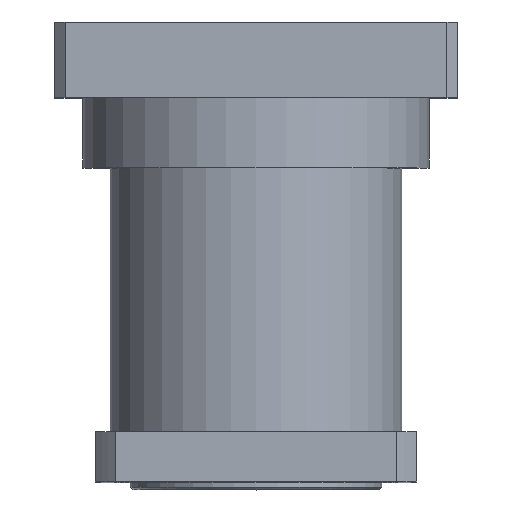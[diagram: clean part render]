
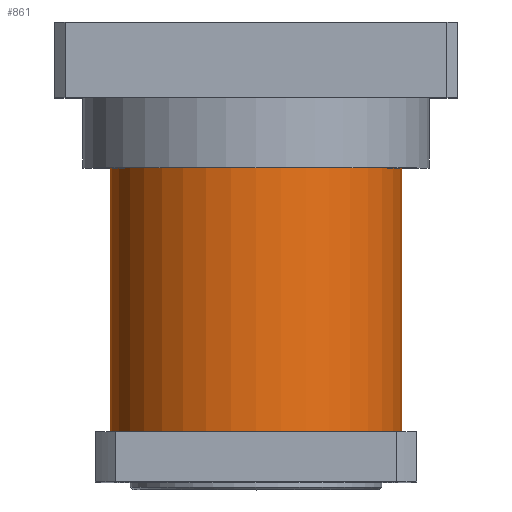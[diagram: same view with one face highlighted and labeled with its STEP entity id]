
A CAD part, top view. The second image highlights one B-rep face of the part: STEP entity #861.
In plain terms, the highlighted cylindrical face has radius 29 mm (diameter 58 mm), a full revolution.
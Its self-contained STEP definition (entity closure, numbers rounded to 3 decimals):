
#163=FACE_BOUND($,#304,.T.);
#164=FACE_BOUND($,#305,.T.);
#165=FACE_BOUND($,#306,.T.);
#166=FACE_BOUND($,#307,.T.);
#191=B_SPLINE_CURVE_WITH_KNOTS($,3,(#1326,#1327,#1328,#1329,#1330,#1331,
#1332,#1333,#1334,#1335,#1336,#1337,#1338,#1339,#1340,#1341,#1342,#1343,
#1344,#1345,#1346,#1347,#1348,#1349,#1350,#1351,#1352,#1353,#1354,#1355,
#1356,#1357,#1358,#1359),.UNSPECIFIED.,.T.,.F.,(4,2,2,2,2,2,2,2,2,2,2,2,
2,2,2,2,4),(0.,0.149,0.298,0.47,0.642,
0.827,1.013,1.164,1.315,1.467,
1.618,1.804,1.989,2.161,2.332,
2.481,2.631),.UNSPECIFIED.);
#194=B_SPLINE_CURVE_WITH_KNOTS($,3,(#1440,#1441,#1442,#1443,#1444,#1445,
#1446,#1447,#1448,#1449,#1450,#1451,#1452,#1453,#1454,#1455,#1456,#1457,
#1458,#1459,#1460,#1461,#1462,#1463,#1464,#1465,#1466,#1467,#1468,#1469,
#1470,#1471,#1472,#1473),.UNSPECIFIED.,.T.,.F.,(4,2,2,2,2,2,2,2,2,2,2,2,
2,2,2,2,4),(0.,0.149,0.298,0.47,0.642,
0.827,1.013,1.164,1.315,1.467,
1.618,1.804,1.989,2.161,2.332,
2.481,2.631),.UNSPECIFIED.);
#304=EDGE_LOOP($,(#655));
#305=EDGE_LOOP($,(#656));
#306=EDGE_LOOP($,(#657));
#307=EDGE_LOOP($,(#658));
#384=CIRCLE($,#956,29.);
#385=CIRCLE($,#957,29.);
#404=VERTEX_POINT($,#1325);
#407=VERTEX_POINT($,#1439);
#444=VERTEX_POINT($,#1653);
#445=VERTEX_POINT($,#1655);
#480=EDGE_CURVE($,#404,#404,#191,.T.);
#483=EDGE_CURVE($,#407,#407,#194,.T.);
#528=EDGE_CURVE($,#444,#444,#384,.T.);
#529=EDGE_CURVE($,#445,#445,#385,.T.);
#655=ORIENTED_EDGE($,*,*,#483,.T.);
#656=ORIENTED_EDGE($,*,*,#480,.T.);
#657=ORIENTED_EDGE($,*,*,#528,.F.);
#658=ORIENTED_EDGE($,*,*,#529,.F.);
#768=CYLINDRICAL_SURFACE($,#955,29.);
#861=ADVANCED_FACE($,(#163,#164,#165,#166),#768,.T.);
#955=AXIS2_PLACEMENT_3D($,#1652,#1130,#1131);
#956=AXIS2_PLACEMENT_3D($,#1654,#1132,#1133);
#957=AXIS2_PLACEMENT_3D($,#1656,#1134,#1135);
#1130=DIRECTION('center_axis',(0.,-1.,0.));
#1131=DIRECTION('ref_axis',(1.,0.,0.));
#1132=DIRECTION('center_axis',(0.,-1.,0.));
#1133=DIRECTION('ref_axis',(1.,0.,0.));
#1134=DIRECTION('center_axis',(0.,1.,0.));
#1135=DIRECTION('ref_axis',(1.,0.,0.));
#1325=CARTESIAN_POINT('',(-26.833,-49.25,-11.));
#1326=CARTESIAN_POINT('Ctrl Pts',(-26.833,-49.25,-11.));
#1327=CARTESIAN_POINT('Ctrl Pts',(-26.833,-49.747,-11.));
#1328=CARTESIAN_POINT('Ctrl Pts',(-26.793,-50.275,-11.099));
#1329=CARTESIAN_POINT('Ctrl Pts',(-26.627,-51.239,-11.491));
#1330=CARTESIAN_POINT('Ctrl Pts',(-26.501,-51.675,-11.784));
#1331=CARTESIAN_POINT('Ctrl Pts',(-26.177,-52.411,-12.488));
#1332=CARTESIAN_POINT('Ctrl Pts',(-25.948,-52.735,-12.962));
#1333=CARTESIAN_POINT('Ctrl Pts',(-25.418,-53.155,-13.974));
#1334=CARTESIAN_POINT('Ctrl Pts',(-25.115,-53.25,-14.51));
#1335=CARTESIAN_POINT('Ctrl Pts',(-24.499,-53.25,-15.529));
#1336=CARTESIAN_POINT('Ctrl Pts',(-24.138,-53.14,-16.086));
#1337=CARTESIAN_POINT('Ctrl Pts',(-23.425,-52.696,-17.107));
#1338=CARTESIAN_POINT('Ctrl Pts',(-23.075,-52.362,-17.571));
#1339=CARTESIAN_POINT('Ctrl Pts',(-22.546,-51.634,-18.243));
#1340=CARTESIAN_POINT('Ctrl Pts',(-22.318,-51.216,-18.52));
#1341=CARTESIAN_POINT('Ctrl Pts',(-21.998,-50.277,-18.899));
#1342=CARTESIAN_POINT('Ctrl Pts',(-21.909,-49.754,-19.));
#1343=CARTESIAN_POINT('Ctrl Pts',(-21.909,-48.746,-19.));
#1344=CARTESIAN_POINT('Ctrl Pts',(-21.998,-48.223,-18.899));
#1345=CARTESIAN_POINT('Ctrl Pts',(-22.318,-47.284,-18.52));
#1346=CARTESIAN_POINT('Ctrl Pts',(-22.546,-46.866,-18.243));
#1347=CARTESIAN_POINT('Ctrl Pts',(-23.075,-46.138,-17.571));
#1348=CARTESIAN_POINT('Ctrl Pts',(-23.425,-45.804,-17.107));
#1349=CARTESIAN_POINT('Ctrl Pts',(-24.138,-45.36,-16.086));
#1350=CARTESIAN_POINT('Ctrl Pts',(-24.499,-45.25,-15.529));
#1351=CARTESIAN_POINT('Ctrl Pts',(-25.115,-45.25,-14.51));
#1352=CARTESIAN_POINT('Ctrl Pts',(-25.418,-45.345,-13.974));
#1353=CARTESIAN_POINT('Ctrl Pts',(-25.948,-45.765,-12.962));
#1354=CARTESIAN_POINT('Ctrl Pts',(-26.177,-46.089,-12.488));
#1355=CARTESIAN_POINT('Ctrl Pts',(-26.501,-46.825,-11.784));
#1356=CARTESIAN_POINT('Ctrl Pts',(-26.627,-47.261,-11.491));
#1357=CARTESIAN_POINT('Ctrl Pts',(-26.793,-48.225,-11.099));
#1358=CARTESIAN_POINT('Ctrl Pts',(-26.833,-48.753,-11.));
#1359=CARTESIAN_POINT('Ctrl Pts',(-26.833,-49.25,-11.));
#1439=CARTESIAN_POINT('',(26.833,-49.25,-11.));
#1440=CARTESIAN_POINT('Ctrl Pts',(26.833,-49.25,-11.));
#1441=CARTESIAN_POINT('Ctrl Pts',(26.833,-48.753,-11.));
#1442=CARTESIAN_POINT('Ctrl Pts',(26.793,-48.225,-11.099));
#1443=CARTESIAN_POINT('Ctrl Pts',(26.627,-47.261,-11.491));
#1444=CARTESIAN_POINT('Ctrl Pts',(26.501,-46.825,-11.784));
#1445=CARTESIAN_POINT('Ctrl Pts',(26.177,-46.089,-12.488));
#1446=CARTESIAN_POINT('Ctrl Pts',(25.948,-45.765,-12.962));
#1447=CARTESIAN_POINT('Ctrl Pts',(25.418,-45.345,-13.974));
#1448=CARTESIAN_POINT('Ctrl Pts',(25.115,-45.25,-14.51));
#1449=CARTESIAN_POINT('Ctrl Pts',(24.499,-45.25,-15.529));
#1450=CARTESIAN_POINT('Ctrl Pts',(24.138,-45.36,-16.086));
#1451=CARTESIAN_POINT('Ctrl Pts',(23.425,-45.804,-17.107));
#1452=CARTESIAN_POINT('Ctrl Pts',(23.075,-46.138,-17.571));
#1453=CARTESIAN_POINT('Ctrl Pts',(22.546,-46.866,-18.243));
#1454=CARTESIAN_POINT('Ctrl Pts',(22.318,-47.284,-18.52));
#1455=CARTESIAN_POINT('Ctrl Pts',(21.998,-48.223,-18.899));
#1456=CARTESIAN_POINT('Ctrl Pts',(21.909,-48.746,-19.));
#1457=CARTESIAN_POINT('Ctrl Pts',(21.909,-49.754,-19.));
#1458=CARTESIAN_POINT('Ctrl Pts',(21.998,-50.277,-18.899));
#1459=CARTESIAN_POINT('Ctrl Pts',(22.318,-51.216,-18.52));
#1460=CARTESIAN_POINT('Ctrl Pts',(22.546,-51.634,-18.243));
#1461=CARTESIAN_POINT('Ctrl Pts',(23.075,-52.362,-17.571));
#1462=CARTESIAN_POINT('Ctrl Pts',(23.425,-52.696,-17.107));
#1463=CARTESIAN_POINT('Ctrl Pts',(24.138,-53.14,-16.086));
#1464=CARTESIAN_POINT('Ctrl Pts',(24.499,-53.25,-15.529));
#1465=CARTESIAN_POINT('Ctrl Pts',(25.115,-53.25,-14.51));
#1466=CARTESIAN_POINT('Ctrl Pts',(25.418,-53.155,-13.974));
#1467=CARTESIAN_POINT('Ctrl Pts',(25.948,-52.735,-12.962));
#1468=CARTESIAN_POINT('Ctrl Pts',(26.177,-52.411,-12.488));
#1469=CARTESIAN_POINT('Ctrl Pts',(26.501,-51.675,-11.784));
#1470=CARTESIAN_POINT('Ctrl Pts',(26.627,-51.239,-11.491));
#1471=CARTESIAN_POINT('Ctrl Pts',(26.793,-50.275,-11.099));
#1472=CARTESIAN_POINT('Ctrl Pts',(26.833,-49.747,-11.));
#1473=CARTESIAN_POINT('Ctrl Pts',(26.833,-49.25,-11.));
#1652=CARTESIAN_POINT('Origin',(0.,-40.25,
0.));
#1653=CARTESIAN_POINT('',(29.,-66.5,0.));
#1654=CARTESIAN_POINT('Origin',(0.,-66.5,
0.));
#1655=CARTESIAN_POINT('',(29.,-14.,0.));
#1656=CARTESIAN_POINT('Origin',(0.,-14.,
0.));
